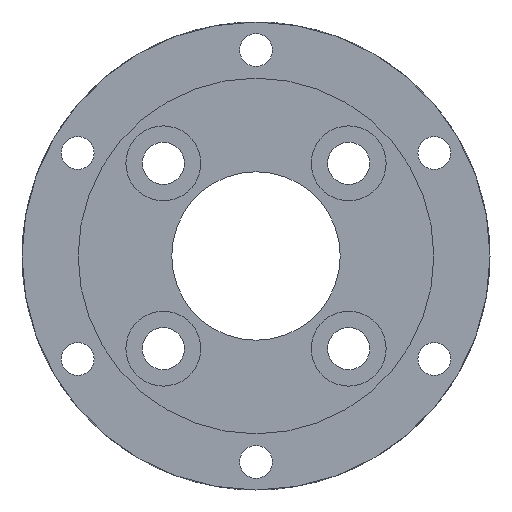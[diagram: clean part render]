
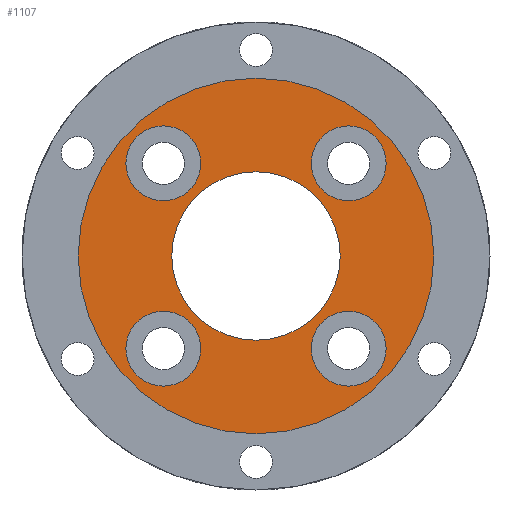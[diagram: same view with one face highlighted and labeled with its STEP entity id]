
A CAD part, left-side view. The second image highlights one B-rep face of the part: STEP entity #1107.
In plain terms, the highlighted planar face has unit normal (-1, 0, 0).
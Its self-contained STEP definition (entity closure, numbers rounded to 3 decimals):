
#2 = CARTESIAN_POINT ( 'NONE',  ( -2., -9.899, 5.899 ) ) ;
#22 = VERTEX_POINT ( 'NONE', #536 ) ;
#24 = ORIENTED_EDGE ( 'NONE', *, *, #2069, .F. ) ;
#31 = CARTESIAN_POINT ( 'NONE',  ( -2., -9.899, -9.899 ) ) ;
#32 = FACE_BOUND ( 'NONE', #437, .T. ) ;
#39 = DIRECTION ( 'NONE',  ( -1., 0., 0. ) ) ;
#45 = DIRECTION ( 'NONE',  ( 0., 0., 1. ) ) ;
#103 = FACE_BOUND ( 'NONE', #2144, .T. ) ;
#153 = EDGE_LOOP ( 'NONE', ( #859, #1782 ) ) ;
#158 = VERTEX_POINT ( 'NONE', #1374 ) ;
#199 = CIRCLE ( 'NONE', #1600, 4. ) ;
#216 = ORIENTED_EDGE ( 'NONE', *, *, #1529, .F. ) ;
#221 = ORIENTED_EDGE ( 'NONE', *, *, #1153, .F. ) ;
#241 = DIRECTION ( 'NONE',  ( 0., 0., 1. ) ) ;
#280 = DIRECTION ( 'NONE',  ( 0., 0., -1. ) ) ;
#307 = CARTESIAN_POINT ( 'NONE',  ( -2., -9.899, -5.899 ) ) ;
#367 = CARTESIAN_POINT ( 'NONE',  ( -2., 9.899, 5.899 ) ) ;
#414 = DIRECTION ( 'NONE',  ( -1., 0., 0. ) ) ;
#437 = EDGE_LOOP ( 'NONE', ( #24, #1404 ) ) ;
#456 = DIRECTION ( 'NONE',  ( 0., 0., 1. ) ) ;
#469 = DIRECTION ( 'NONE',  ( -1., 0., 0. ) ) ;
#498 = EDGE_LOOP ( 'NONE', ( #930, #1926 ) ) ;
#500 = EDGE_CURVE ( 'NONE', #2272, #1916, #2233, .T. ) ;
#525 = EDGE_LOOP ( 'NONE', ( #216, #221 ) ) ;
#536 = CARTESIAN_POINT ( 'NONE',  ( -2., 0., 19. ) ) ;
#561 = FACE_BOUND ( 'NONE', #153, .T. ) ;
#589 = VERTEX_POINT ( 'NONE', #2 ) ;
#597 = ORIENTED_EDGE ( 'NONE', *, *, #1994, .F. ) ;
#615 = EDGE_CURVE ( 'NONE', #1729, #697, #1996, .T. ) ;
#636 = CARTESIAN_POINT ( 'NONE',  ( -2., 9.899, 9.899 ) ) ;
#645 = VERTEX_POINT ( 'NONE', #2124 ) ;
#672 = CARTESIAN_POINT ( 'NONE',  ( -2., 0., 0. ) ) ;
#685 = AXIS2_PLACEMENT_3D ( 'NONE', #1567, #1511, #1400 ) ;
#697 = VERTEX_POINT ( 'NONE', #367 ) ;
#752 = AXIS2_PLACEMENT_3D ( 'NONE', #1324, #1316, #1306 ) ;
#780 = EDGE_CURVE ( 'NONE', #1977, #589, #2142, .T. ) ;
#800 = CARTESIAN_POINT ( 'NONE',  ( -2., 0., 9. ) ) ;
#834 = CARTESIAN_POINT ( 'NONE',  ( -2., 0., -9. ) ) ;
#835 = ORIENTED_EDGE ( 'NONE', *, *, #780, .F. ) ;
#840 = CIRCLE ( 'NONE', #752, 19. ) ;
#846 = CARTESIAN_POINT ( 'NONE',  ( -2., 9.899, -13.899 ) ) ;
#847 = DIRECTION ( 'NONE',  ( 0., 0., 1. ) ) ;
#859 = ORIENTED_EDGE ( 'NONE', *, *, #1559, .F. ) ;
#903 = EDGE_CURVE ( 'NONE', #22, #158, #1914, .T. ) ;
#930 = ORIENTED_EDGE ( 'NONE', *, *, #903, .T. ) ;
#963 = FACE_OUTER_BOUND ( 'NONE', #498, .T. ) ;
#968 = DIRECTION ( 'NONE',  ( 0., 0., 1. ) ) ;
#974 = DIRECTION ( 'NONE',  ( -1., 0., 0. ) ) ;
#982 = CARTESIAN_POINT ( 'NONE',  ( -2., -9.899, -9.899 ) ) ;
#984 = CARTESIAN_POINT ( 'NONE',  ( -2., 19., 0. ) ) ;
#988 = EDGE_CURVE ( 'NONE', #158, #22, #840, .T. ) ;
#1002 = EDGE_CURVE ( 'NONE', #697, #1729, #1661, .T. ) ;
#1005 = AXIS2_PLACEMENT_3D ( 'NONE', #1644, #1975, #1635 ) ;
#1026 = CARTESIAN_POINT ( 'NONE',  ( -2., 0., 0. ) ) ;
#1050 = CARTESIAN_POINT ( 'NONE',  ( -2., 9.899, -9.899 ) ) ;
#1071 = EDGE_LOOP ( 'NONE', ( #1845, #1972 ) ) ;
#1107 = ADVANCED_FACE ( 'NONE', ( #561, #32, #103, #1841, #1413, #963 ), #1486, .F. ) ;
#1134 = CARTESIAN_POINT ( 'NONE',  ( -2., 0., 0. ) ) ;
#1138 = DIRECTION ( 'NONE',  ( -1., 0., 0. ) ) ;
#1153 = EDGE_CURVE ( 'NONE', #2187, #1535, #2137, .T. ) ;
#1155 = DIRECTION ( 'NONE',  ( 0., 0., 1. ) ) ;
#1186 = VERTEX_POINT ( 'NONE', #307 ) ;
#1215 = DIRECTION ( 'NONE',  ( -1., 0., 0. ) ) ;
#1253 = CARTESIAN_POINT ( 'NONE',  ( -2., 9.899, -5.899 ) ) ;
#1296 = DIRECTION ( 'NONE',  ( -1., 0., 0. ) ) ;
#1303 = DIRECTION ( 'NONE',  ( 0., 0., 1. ) ) ;
#1306 = DIRECTION ( 'NONE',  ( 0., 0., 1. ) ) ;
#1316 = DIRECTION ( 'NONE',  ( -1., 0., 0. ) ) ;
#1324 = CARTESIAN_POINT ( 'NONE',  ( -2., 0., 0. ) ) ;
#1332 = DIRECTION ( 'NONE',  ( 1., 0., 0. ) ) ;
#1374 = CARTESIAN_POINT ( 'NONE',  ( -2., 0., -19. ) ) ;
#1400 = DIRECTION ( 'NONE',  ( 0., 0., 1. ) ) ;
#1404 = ORIENTED_EDGE ( 'NONE', *, *, #1606, .F. ) ;
#1413 = FACE_BOUND ( 'NONE', #525, .T. ) ;
#1440 = CARTESIAN_POINT ( 'NONE',  ( -2., -9.899, 9.899 ) ) ;
#1458 = CIRCLE ( 'NONE', #1573, 9. ) ;
#1486 = PLANE ( 'NONE',  #2086 ) ;
#1511 = DIRECTION ( 'NONE',  ( -1., 0., 0. ) ) ;
#1514 = CIRCLE ( 'NONE', #1669, 4. ) ;
#1529 = EDGE_CURVE ( 'NONE', #1535, #2187, #1458, .T. ) ;
#1535 = VERTEX_POINT ( 'NONE', #800 ) ;
#1559 = EDGE_CURVE ( 'NONE', #1916, #2272, #1514, .T. ) ;
#1567 = CARTESIAN_POINT ( 'NONE',  ( -2., -9.899, 9.899 ) ) ;
#1573 = AXIS2_PLACEMENT_3D ( 'NONE', #1134, #39, #1303 ) ;
#1600 = AXIS2_PLACEMENT_3D ( 'NONE', #1440, #414, #1607 ) ;
#1606 = EDGE_CURVE ( 'NONE', #645, #1186, #1731, .T. ) ;
#1607 = DIRECTION ( 'NONE',  ( 0., 0., 1. ) ) ;
#1635 = DIRECTION ( 'NONE',  ( 0., 0., 1. ) ) ;
#1644 = CARTESIAN_POINT ( 'NONE',  ( -2., 9.899, 9.899 ) ) ;
#1661 = CIRCLE ( 'NONE', #2132, 4. ) ;
#1669 = AXIS2_PLACEMENT_3D ( 'NONE', #2139, #1138, #45 ) ;
#1729 = VERTEX_POINT ( 'NONE', #1833 ) ;
#1731 = CIRCLE ( 'NONE', #2253, 4. ) ;
#1756 = CARTESIAN_POINT ( 'NONE',  ( -2., -9.899, 13.899 ) ) ;
#1781 = DIRECTION ( 'NONE',  ( 0., 0., 1. ) ) ;
#1782 = ORIENTED_EDGE ( 'NONE', *, *, #500, .F. ) ;
#1791 = AXIS2_PLACEMENT_3D ( 'NONE', #1026, #974, #968 ) ;
#1830 = DIRECTION ( 'NONE',  ( -1., 0., 0. ) ) ;
#1833 = CARTESIAN_POINT ( 'NONE',  ( -2., 9.899, 13.899 ) ) ;
#1841 = FACE_BOUND ( 'NONE', #1071, .T. ) ;
#1845 = ORIENTED_EDGE ( 'NONE', *, *, #615, .F. ) ;
#1911 = CIRCLE ( 'NONE', #2167, 4. ) ;
#1914 = CIRCLE ( 'NONE', #1791, 19. ) ;
#1916 = VERTEX_POINT ( 'NONE', #1253 ) ;
#1926 = ORIENTED_EDGE ( 'NONE', *, *, #988, .T. ) ;
#1972 = ORIENTED_EDGE ( 'NONE', *, *, #1002, .F. ) ;
#1975 = DIRECTION ( 'NONE',  ( -1., 0., 0. ) ) ;
#1977 = VERTEX_POINT ( 'NONE', #1756 ) ;
#1994 = EDGE_CURVE ( 'NONE', #589, #1977, #199, .T. ) ;
#1996 = CIRCLE ( 'NONE', #1005, 4. ) ;
#2069 = EDGE_CURVE ( 'NONE', #1186, #645, #1911, .T. ) ;
#2086 = AXIS2_PLACEMENT_3D ( 'NONE', #984, #1332, #280 ) ;
#2124 = CARTESIAN_POINT ( 'NONE',  ( -2., -9.899, -13.899 ) ) ;
#2132 = AXIS2_PLACEMENT_3D ( 'NONE', #636, #469, #456 ) ;
#2137 = CIRCLE ( 'NONE', #2216, 9. ) ;
#2139 = CARTESIAN_POINT ( 'NONE',  ( -2., 9.899, -9.899 ) ) ;
#2142 = CIRCLE ( 'NONE', #685, 4. ) ;
#2144 = EDGE_LOOP ( 'NONE', ( #835, #597 ) ) ;
#2159 = DIRECTION ( 'NONE',  ( -1., 0., 0. ) ) ;
#2167 = AXIS2_PLACEMENT_3D ( 'NONE', #31, #1296, #241 ) ;
#2175 = AXIS2_PLACEMENT_3D ( 'NONE', #1050, #1215, #1781 ) ;
#2187 = VERTEX_POINT ( 'NONE', #834 ) ;
#2216 = AXIS2_PLACEMENT_3D ( 'NONE', #672, #1830, #847 ) ;
#2233 = CIRCLE ( 'NONE', #2175, 4. ) ;
#2253 = AXIS2_PLACEMENT_3D ( 'NONE', #982, #2159, #1155 ) ;
#2272 = VERTEX_POINT ( 'NONE', #846 ) ;
